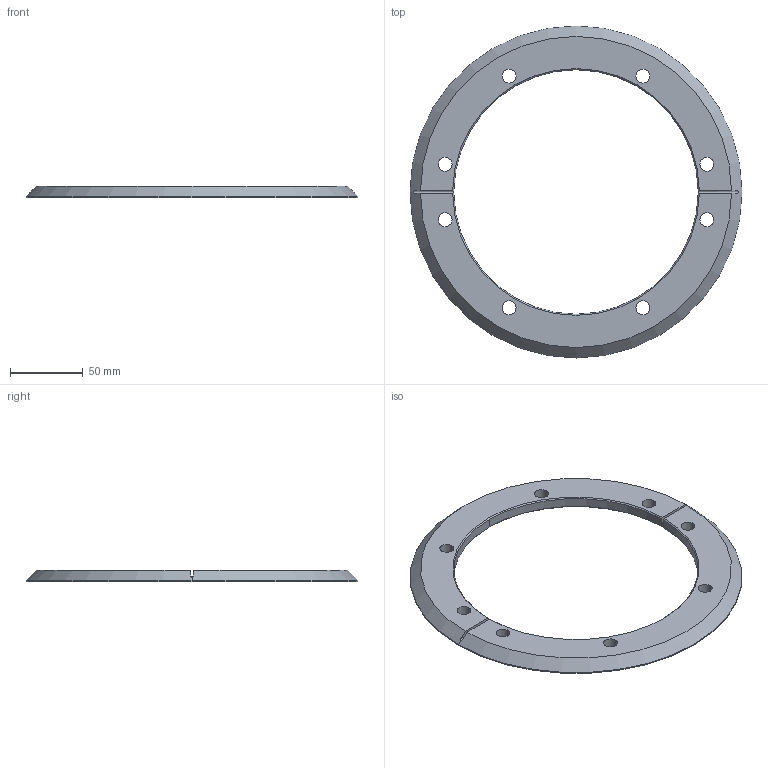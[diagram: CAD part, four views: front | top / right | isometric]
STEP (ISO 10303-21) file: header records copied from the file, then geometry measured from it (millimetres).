
FILE_DESCRIPTION (( 'STEP AP203' ), '1' );
FILE_NAME ('G555.STEP', '2022-04-20T20:14:37', ( '' ), ( '' ), 'SwSTEP 2.0', 'SolidWorks 2020', '' );
FILE_SCHEMA (( 'CONFIG_CONTROL_DESIGN' ));
Length unit declared in the file: inch
Products named in the file (1): G555
Bounding box: 228.6 x 228.6 x 7.95 mm (x, y, z)
Volume: 123097.5 mm3; surface area: 45749.6 mm2
Topology: 1 solids, 1 shells, 45 faces, 124 edges, 80 vertices
Faces by surface type: cylinder 24, cone 12, plane 7, torus 2
Entity records: 1629 total; most frequent: CARTESIAN_POINT 338, DIRECTION 264, ORIENTED_EDGE 248, EDGE_CURVE 124, AXIS2_PLACEMENT_3D 110, VERTEX_POINT 80, CIRCLE 64, EDGE_LOOP 62
